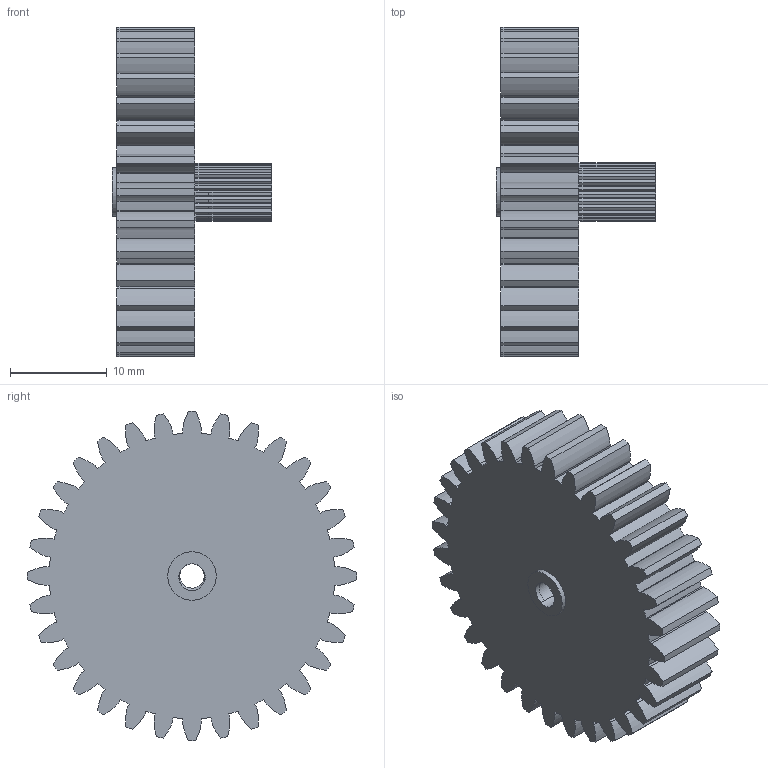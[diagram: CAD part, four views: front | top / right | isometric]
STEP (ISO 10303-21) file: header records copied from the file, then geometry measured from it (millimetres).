
FILE_DESCRIPTION(/* description */ (''),/* implementation_level */ '2;1');
FILE_NAME(/* name */ 'arm1-thinGear.step',/* time_stamp */ '2025-06-02T22:31:57-04:00',/* author */ (''),/* organization */ (''),/* preprocessor_version */ 'ST-DEVELOPER v20.1',/* originating_system */ 'Autodesk Translation Framework v14.10.0.0',/* authorisation */ '');
FILE_SCHEMA (('AUTOMOTIVE_DESIGN { 1 0 10303 214 3 1 1 }'));
Products named in the file (1): arm-thinGear-Real
Bounding box: 16.5 x 34 x 34 mm (x, y, z)
Volume: 6521.4 mm3; surface area: 3636.2 mm2
Topology: 1 solids, 1 shells, 341 faces, 990 edges, 653 vertices
Faces by surface type: cylinder 125, plane 118, bspline 98
Full cylindrical faces by diameter (mm): 2.52 x8, 5 x1
Entity records: 34049 total; most frequent: CARTESIAN_POINT 25659, ORIENTED_EDGE 1980, DIRECTION 1470, EDGE_CURVE 990, VERTEX_POINT 653, LINE 582, VECTOR 582, AXIS2_PLACEMENT_3D 444
